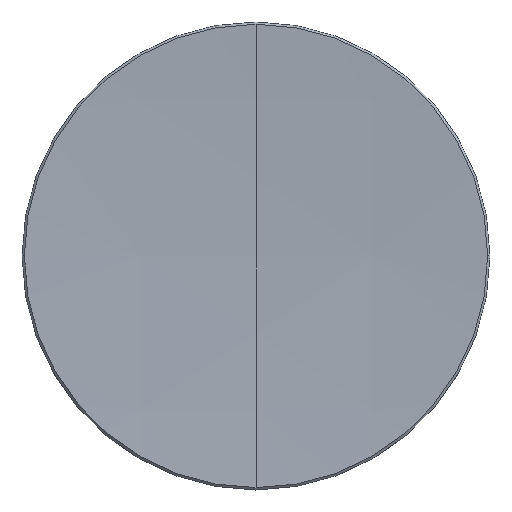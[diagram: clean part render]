
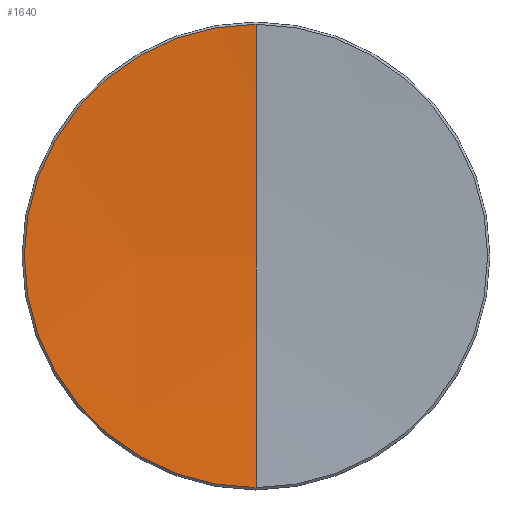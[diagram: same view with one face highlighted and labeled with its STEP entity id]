
A CAD part, top view. The second image highlights one B-rep face of the part: STEP entity #1640.
In plain terms, the highlighted spherical face has radius 400 mm.
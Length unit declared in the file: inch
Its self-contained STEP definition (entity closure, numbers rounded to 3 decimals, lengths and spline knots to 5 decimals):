
#63 = CARTESIAN_POINT ( 'NONE',  ( -0.99017, 0., 0.13369 ) ) ;
#196 = SPHERICAL_SURFACE ( 'NONE', #341, 15.74803 ) ;
#292 = DIRECTION ( 'NONE',  ( 0., 1., 0. ) ) ;
#298 = EDGE_CURVE ( 'NONE', #2965, #2781, #1475, .T. ) ;
#341 = AXIS2_PLACEMENT_3D ( 'NONE', #4857, #1699, #526 ) ;
#374 = ORIENTED_EDGE ( 'NONE', *, *, #3529, .T. ) ;
#389 = EDGE_CURVE ( 'NONE', #3910, #559, #597, .T. ) ;
#470 = EDGE_CURVE ( 'NONE', #2965, #559, #758, .T. ) ;
#526 = DIRECTION ( 'NONE',  ( 0., 1., 0. ) ) ;
#559 = VERTEX_POINT ( 'NONE', #3368 ) ;
#597 = CIRCLE ( 'NONE', #3070, 15.74803 ) ;
#758 = CIRCLE ( 'NONE', #2896, 15.74803 ) ;
#1161 = DIRECTION ( 'NONE',  ( 0., 0., 1. ) ) ;
#1475 = CIRCLE ( 'NONE', #3163, 0.99017 ) ;
#1640 = ADVANCED_FACE ( 'NONE', ( #3655 ), #196, .F. ) ;
#1699 = DIRECTION ( 'NONE',  ( 1., 0., 0. ) ) ;
#2504 = ORIENTED_EDGE ( 'NONE', *, *, #298, .T. ) ;
#2781 = VERTEX_POINT ( 'NONE', #63 ) ;
#2788 = CARTESIAN_POINT ( 'NONE',  ( 0., 0., 0.13369 ) ) ;
#2896 = AXIS2_PLACEMENT_3D ( 'NONE', #4352, #3145, #1161 ) ;
#2965 = VERTEX_POINT ( 'NONE', #4210 ) ;
#3031 = ORIENTED_EDGE ( 'NONE', *, *, #470, .F. ) ;
#3070 = AXIS2_PLACEMENT_3D ( 'NONE', #4308, #4685, #292 ) ;
#3145 = DIRECTION ( 'NONE',  ( -1., 0., 0. ) ) ;
#3163 = AXIS2_PLACEMENT_3D ( 'NONE', #3836, #4211, #4227 ) ;
#3184 = DIRECTION ( 'NONE',  ( 1., 0., 0. ) ) ;
#3187 = EDGE_LOOP ( 'NONE', ( #2504, #374, #3433, #3031 ) ) ;
#3368 = CARTESIAN_POINT ( 'NONE',  ( 0., 0., 0.10253 ) ) ;
#3433 = ORIENTED_EDGE ( 'NONE', *, *, #389, .T. ) ;
#3529 = EDGE_CURVE ( 'NONE', #2781, #3910, #4208, .T. ) ;
#3655 = FACE_OUTER_BOUND ( 'NONE', #3187, .T. ) ;
#3836 = CARTESIAN_POINT ( 'NONE',  ( 0., 0., 0.13369 ) ) ;
#3910 = VERTEX_POINT ( 'NONE', #3918 ) ;
#3918 = CARTESIAN_POINT ( 'NONE',  ( 0., -0.99017, 0.13369 ) ) ;
#4008 = DIRECTION ( 'NONE',  ( 0., 0., 1. ) ) ;
#4208 = CIRCLE ( 'NONE', #5254, 0.99017 ) ;
#4210 = CARTESIAN_POINT ( 'NONE',  ( 0., 0.99017, 0.13369 ) ) ;
#4211 = DIRECTION ( 'NONE',  ( 0., 0., 1. ) ) ;
#4227 = DIRECTION ( 'NONE',  ( 1., 0., 0. ) ) ;
#4308 = CARTESIAN_POINT ( 'NONE',  ( 0., 0., 15.85056 ) ) ;
#4352 = CARTESIAN_POINT ( 'NONE',  ( 0., 0., 15.85056 ) ) ;
#4685 = DIRECTION ( 'NONE',  ( 1., 0., 0. ) ) ;
#4857 = CARTESIAN_POINT ( 'NONE',  ( 0., 0., 15.85056 ) ) ;
#5254 = AXIS2_PLACEMENT_3D ( 'NONE', #2788, #4008, #3184 ) ;
